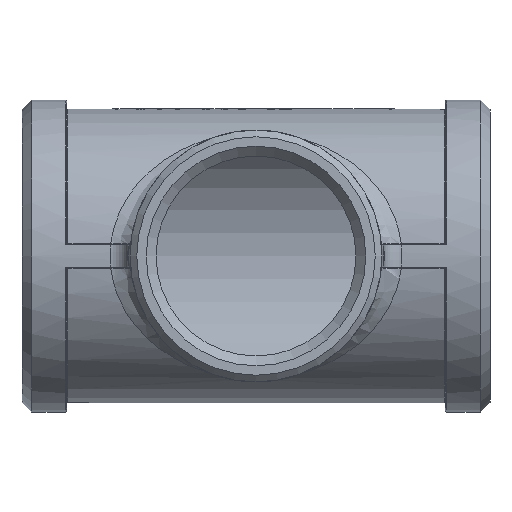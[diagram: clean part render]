
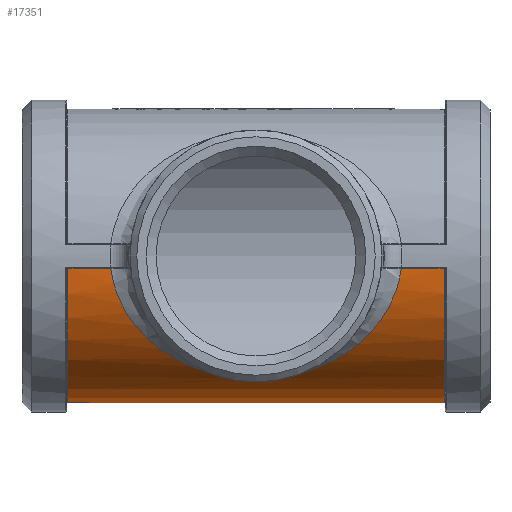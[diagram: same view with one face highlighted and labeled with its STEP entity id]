
A CAD part, front view. The second image highlights one B-rep face of the part: STEP entity #17351.
In plain terms, the highlighted cylindrical face has radius 33 mm (diameter 66 mm), a partial arc.
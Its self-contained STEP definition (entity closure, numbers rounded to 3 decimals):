
#91 = CARTESIAN_POINT ( 'NONE',  ( -32.339, -32.709, -4.843 ) ) ;
#131 = CARTESIAN_POINT ( 'NONE',  ( 31.299, -31.966, -8.895 ) ) ;
#595 = CARTESIAN_POINT ( 'NONE',  ( 15.689, -22.249, -24.418 ) ) ;
#834 = CARTESIAN_POINT ( 'NONE',  ( 27.328, -29.227, -16.107 ) ) ;
#903 = CARTESIAN_POINT ( 'NONE',  ( -27.33, -29.226, -16.107 ) ) ;
#1089 = CARTESIAN_POINT ( 'NONE',  ( 11.671, -20.382, -25.985 ) ) ;
#2946 = CYLINDRICAL_SURFACE ( 'NONE', #6724, 33. ) ;
#3089 = FACE_OUTER_BOUND ( 'NONE', #6174, .T. ) ;
#5326 = ORIENTED_EDGE ( 'NONE', *, *, #22745, .F. ) ;
#5735 = ORIENTED_EDGE ( 'NONE', *, *, #21780, .F. ) ;
#5877 = CARTESIAN_POINT ( 'NONE',  ( 42.2, 0., 0. ) ) ;
#5878 = DIRECTION ( 'NONE',  ( 1., 0., 0. ) ) ;
#5879 = DIRECTION ( 'NONE',  ( 0., 0., -1. ) ) ;
#6140 = ORIENTED_EDGE ( 'NONE', *, *, #29327, .F. ) ;
#6174 = EDGE_LOOP ( 'NONE', ( #18860, #6140, #5326, #5735, #19122, #18844 ) ) ;
#6724 = AXIS2_PLACEMENT_3D ( 'NONE', #10425, #10435, #10449 ) ;
#7340 = DIRECTION ( 'NONE',  ( -1., 0., 0. ) ) ;
#7800 = CARTESIAN_POINT ( 'NONE',  ( -42.2, 0., 0. ) ) ;
#8046 = DIRECTION ( 'NONE',  ( 0., 0., -1. ) ) ;
#8317 = CARTESIAN_POINT ( 'NONE',  ( -42.2, 32.883, -2.775 ) ) ;
#9219 = DIRECTION ( 'NONE',  ( -1., 0., 0. ) ) ;
#9227 = CARTESIAN_POINT ( 'NONE',  ( 0., 32.883, -2.775 ) ) ;
#9268 = CARTESIAN_POINT ( 'NONE',  ( -42.2, -32.883, -2.775 ) ) ;
#9332 = CARTESIAN_POINT ( 'NONE',  ( 42.2, 32.883, -2.775 ) ) ;
#9761 = CARTESIAN_POINT ( 'NONE',  ( -32.585, -32.883, -2.775 ) ) ;
#10425 = CARTESIAN_POINT ( 'NONE',  ( 0., 0., 0. ) ) ;
#10435 = DIRECTION ( 'NONE',  ( 1., 0., 0. ) ) ;
#10449 = DIRECTION ( 'NONE',  ( 0., 1., 0. ) ) ;
#10935 = CARTESIAN_POINT ( 'NONE',  ( 32.585, -32.883, -2.775 ) ) ;
#12675 = AXIS2_PLACEMENT_3D ( 'NONE', #7800, #7340, #8046 ) ;
#12701 = LINE ( 'NONE', #13843, #12799 ) ;
#12793 = VECTOR ( 'NONE', #22615, 1000. ) ;
#12799 = VECTOR ( 'NONE', #13537, 1000. ) ;
#12824 = CIRCLE ( 'NONE', #26983, 33. ) ;
#12985 = LINE ( 'NONE', #22153, #12793 ) ;
#13537 = DIRECTION ( 'NONE',  ( 1., 0., 0. ) ) ;
#13843 = CARTESIAN_POINT ( 'NONE',  ( 0., -32.883, -2.775 ) ) ;
#15393 = LINE ( 'NONE', #9227, #15424 ) ;
#15424 = VECTOR ( 'NONE', #9219, 1000. ) ;
#17351 = ADVANCED_FACE ( 'NONE', ( #3089 ), #2946, .T. ) ;
#17546 = B_SPLINE_CURVE_WITH_KNOTS ( 'NONE', 3,
 ( #29532, #91, #29477, #903, #29702, #29662, #29641, #29588, #29620, #29633, #1089, #595, #29670, #834, #131, #29563, #29553 ),
 .UNSPECIFIED., .F., .F.,
 ( 4, 1, 1, 1, 1, 1, 1, 1, 1, 1, 1, 1, 1, 1, 4 ),
 ( 0., 0.071, 0.143, 0.286, 0.357, 0.429, 0.476, 0.524, 0.571, 0.619, 0.667, 0.714, 0.857, 0.929, 1. ),
 .UNSPECIFIED. ) ;
#18612 = VERTEX_POINT ( 'NONE', #27486 ) ;
#18844 = ORIENTED_EDGE ( 'NONE', *, *, #21532, .F. ) ;
#18860 = ORIENTED_EDGE ( 'NONE', *, *, #21929, .F. ) ;
#18890 = VERTEX_POINT ( 'NONE', #10935 ) ;
#19036 = VERTEX_POINT ( 'NONE', #8317 ) ;
#19122 = ORIENTED_EDGE ( 'NONE', *, *, #22994, .F. ) ;
#19393 = VERTEX_POINT ( 'NONE', #9761 ) ;
#19592 = VERTEX_POINT ( 'NONE', #9332 ) ;
#19628 = VERTEX_POINT ( 'NONE', #9268 ) ;
#21532 = EDGE_CURVE ( 'NONE', #19592, #19036, #15393, .T. ) ;
#21780 = EDGE_CURVE ( 'NONE', #19628, #19393, #12701, .T. ) ;
#21929 = EDGE_CURVE ( 'NONE', #18612, #19592, #12824, .T. ) ;
#22153 = CARTESIAN_POINT ( 'NONE',  ( 0., -32.883, -2.775 ) ) ;
#22615 = DIRECTION ( 'NONE',  ( 1., 0., 0. ) ) ;
#22745 = EDGE_CURVE ( 'NONE', #19393, #18890, #17546, .T. ) ;
#22994 = EDGE_CURVE ( 'NONE', #19036, #19628, #26582, .T. ) ;
#26582 = CIRCLE ( 'NONE', #12675, 33. ) ;
#26983 = AXIS2_PLACEMENT_3D ( 'NONE', #5877, #5878, #5879 ) ;
#27486 = CARTESIAN_POINT ( 'NONE',  ( 42.2, -32.883, -2.775 ) ) ;
#29327 = EDGE_CURVE ( 'NONE', #18890, #18612, #12985, .T. ) ;
#29477 = CARTESIAN_POINT ( 'NONE',  ( -31.299, -31.967, -8.895 ) ) ;
#29532 = CARTESIAN_POINT ( 'NONE',  ( -32.585, -32.883, -2.775 ) ) ;
#29553 = CARTESIAN_POINT ( 'NONE',  ( 32.585, -32.883, -2.775 ) ) ;
#29563 = CARTESIAN_POINT ( 'NONE',  ( 32.339, -32.709, -4.843 ) ) ;
#29588 = CARTESIAN_POINT ( 'NONE',  ( -2.49, -17.88, -27.737 ) ) ;
#29620 = CARTESIAN_POINT ( 'NONE',  ( 2.492, -17.88, -27.737 ) ) ;
#29633 = CARTESIAN_POINT ( 'NONE',  ( 7.277, -18.828, -27.117 ) ) ;
#29641 = CARTESIAN_POINT ( 'NONE',  ( -8.073, -18.989, -27.013 ) ) ;
#29662 = CARTESIAN_POINT ( 'NONE',  ( -13.804, -21.25, -25.336 ) ) ;
#29670 = CARTESIAN_POINT ( 'NONE',  ( 21.789, -25.573, -21.147 ) ) ;
#29702 = CARTESIAN_POINT ( 'NONE',  ( -21.285, -25.241, -21.604 ) ) ;
